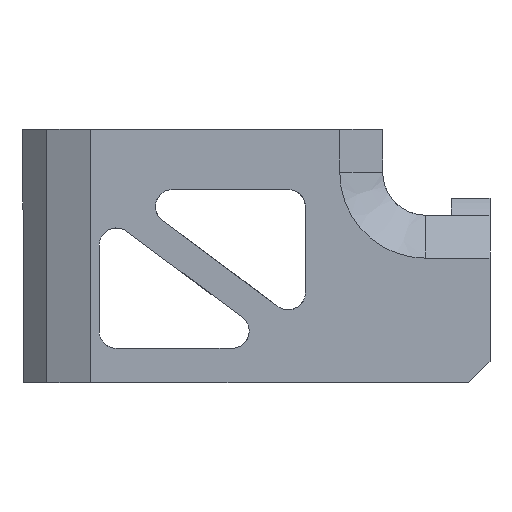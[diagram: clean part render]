
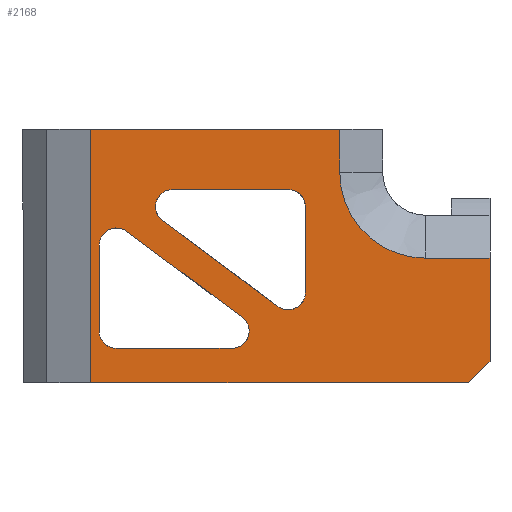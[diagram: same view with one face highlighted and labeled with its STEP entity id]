
A CAD part, front view. The second image highlights one B-rep face of the part: STEP entity #2168.
In plain terms, the highlighted planar face has unit normal (0, -1, 0).
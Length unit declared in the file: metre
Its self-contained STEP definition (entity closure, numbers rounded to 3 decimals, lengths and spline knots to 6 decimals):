
#86=LINE('',#3245,#270);
#89=LINE('',#3252,#273);
#120=LINE('',#3434,#304);
#122=LINE('',#3439,#306);
#123=LINE('',#3443,#307);
#129=LINE('',#3458,#313);
#130=LINE('',#3461,#314);
#131=LINE('',#3463,#315);
#154=LINE('',#3554,#338);
#160=LINE('',#3570,#344);
#186=LINE('',#3651,#370);
#198=LINE('',#3696,#382);
#199=LINE('',#3697,#383);
#270=VECTOR('',#2611,1.);
#273=VECTOR('',#2616,1.);
#304=VECTOR('',#2707,1.);
#306=VECTOR('',#2713,1.);
#307=VECTOR('',#2720,1.);
#313=VECTOR('',#2740,1.);
#314=VECTOR('',#2745,1.);
#315=VECTOR('',#2748,1.);
#338=VECTOR('',#2825,1.);
#344=VECTOR('',#2839,1.);
#370=VECTOR('',#2921,1.);
#382=VECTOR('',#2951,1.);
#383=VECTOR('',#2952,1.);
#464=PLANE('',#2394);
#878=ORIENTED_EDGE('',*,*,#1255,.F.);
#879=ORIENTED_EDGE('',*,*,#1227,.F.);
#880=ORIENTED_EDGE('',*,*,#1257,.T.);
#881=ORIENTED_EDGE('',*,*,#1235,.F.);
#882=ORIENTED_EDGE('',*,*,#1258,.F.);
#883=ORIENTED_EDGE('',*,*,#1231,.F.);
#884=ORIENTED_EDGE('',*,*,#1246,.F.);
#885=ORIENTED_EDGE('',*,*,#1223,.F.);
#886=ORIENTED_EDGE('',*,*,#1243,.T.);
#887=ORIENTED_EDGE('',*,*,#1214,.F.);
#888=ORIENTED_EDGE('',*,*,#1240,.T.);
#889=ORIENTED_EDGE('',*,*,#1218,.F.);
#890=ORIENTED_EDGE('',*,*,#1363,.F.);
#891=ORIENTED_EDGE('',*,*,#1178,.T.);
#892=ORIENTED_EDGE('',*,*,#1364,.T.);
#893=ORIENTED_EDGE('',*,*,#1181,.F.);
#894=ORIENTED_EDGE('',*,*,#1346,.T.);
#895=ORIENTED_EDGE('',*,*,#1307,.T.);
#896=ORIENTED_EDGE('',*,*,#1304,.F.);
#897=ORIENTED_EDGE('',*,*,#1299,.T.);
#1178=EDGE_CURVE('',#1474,#1476,#86,.T.);
#1181=EDGE_CURVE('',#1479,#1480,#89,.T.);
#1214=EDGE_CURVE('',#1512,#1513,#1659,.T.);
#1218=EDGE_CURVE('',#1516,#1517,#1660,.T.);
#1223=EDGE_CURVE('',#1521,#1522,#1662,.T.);
#1227=EDGE_CURVE('',#1525,#1526,#1663,.T.);
#1231=EDGE_CURVE('',#1528,#1529,#1664,.T.);
#1235=EDGE_CURVE('',#1531,#1532,#1665,.T.);
#1240=EDGE_CURVE('',#1512,#1517,#120,.T.);
#1243=EDGE_CURVE('',#1521,#1513,#122,.T.);
#1246=EDGE_CURVE('',#1522,#1516,#123,.T.);
#1255=EDGE_CURVE('',#1526,#1528,#129,.T.);
#1257=EDGE_CURVE('',#1525,#1532,#130,.T.);
#1258=EDGE_CURVE('',#1529,#1531,#131,.T.);
#1299=EDGE_CURVE('',#1566,#1565,#154,.T.);
#1304=EDGE_CURVE('',#1566,#1568,#1685,.T.);
#1307=EDGE_CURVE('',#1571,#1568,#160,.T.);
#1346=EDGE_CURVE('',#1479,#1571,#186,.T.);
#1363=EDGE_CURVE('',#1474,#1565,#198,.T.);
#1364=EDGE_CURVE('',#1476,#1480,#199,.T.);
#1474=VERTEX_POINT('',#3240);
#1476=VERTEX_POINT('',#3244);
#1479=VERTEX_POINT('',#3251);
#1480=VERTEX_POINT('',#3253);
#1512=VERTEX_POINT('',#3353);
#1513=VERTEX_POINT('',#3354);
#1516=VERTEX_POINT('',#3366);
#1517=VERTEX_POINT('',#3367);
#1521=VERTEX_POINT('',#3381);
#1522=VERTEX_POINT('',#3382);
#1525=VERTEX_POINT('',#3396);
#1526=VERTEX_POINT('',#3397);
#1528=VERTEX_POINT('',#3407);
#1529=VERTEX_POINT('',#3408);
#1531=VERTEX_POINT('',#3418);
#1532=VERTEX_POINT('',#3419);
#1565=VERTEX_POINT('',#3553);
#1566=VERTEX_POINT('',#3555);
#1568=VERTEX_POINT('',#3561);
#1571=VERTEX_POINT('',#3568);
#1659=CIRCLE('',#2299,0.002);
#1660=CIRCLE('',#2301,0.002);
#1662=CIRCLE('',#2304,0.002);
#1663=CIRCLE('',#2306,0.002);
#1664=CIRCLE('',#2308,0.002);
#1665=CIRCLE('',#2310,0.002);
#1685=CIRCLE('',#2356,0.01);
#1825=EDGE_LOOP('',(#878,#879,#880,#881,#882,#883));
#1826=EDGE_LOOP('',(#884,#885,#886,#887,#888,#889));
#1827=EDGE_LOOP('',(#890,#891,#892,#893,#894,#895,#896,#897));
#1990=FACE_BOUND('',#1825,.T.);
#1991=FACE_BOUND('',#1826,.T.);
#1992=FACE_BOUND('',#1827,.T.);
#2168=ADVANCED_FACE('',(#1990,#1991,#1992),#464,.T.);
#2299=AXIS2_PLACEMENT_3D('',#3352,#2668,#2669);
#2301=AXIS2_PLACEMENT_3D('',#3365,#2674,#2675);
#2304=AXIS2_PLACEMENT_3D('',#3380,#2682,#2683);
#2306=AXIS2_PLACEMENT_3D('',#3395,#2688,#2689);
#2308=AXIS2_PLACEMENT_3D('',#3406,#2694,#2695);
#2310=AXIS2_PLACEMENT_3D('',#3417,#2700,#2701);
#2356=AXIS2_PLACEMENT_3D('',#3564,#2833,#2834);
#2394=AXIS2_PLACEMENT_3D('',#3695,#2949,#2950);
#2611=DIRECTION('',(0.,0.,-1.));
#2616=DIRECTION('',(-0.707,0.,-0.707));
#2668=DIRECTION('',(0.,-1.,0.));
#2669=DIRECTION('',(0.,0.,-1.));
#2674=DIRECTION('',(0.,-1.,0.));
#2675=DIRECTION('',(0.,0.,-1.));
#2682=DIRECTION('',(0.,-1.,0.));
#2683=DIRECTION('',(0.,0.,-1.));
#2688=DIRECTION('',(0.,-1.,0.));
#2689=DIRECTION('',(0.,0.,-1.));
#2694=DIRECTION('',(0.,-1.,0.));
#2695=DIRECTION('',(0.,0.,-1.));
#2700=DIRECTION('',(0.,-1.,0.));
#2701=DIRECTION('',(0.,0.,-1.));
#2707=DIRECTION('',(0.,0.,-1.));
#2713=DIRECTION('',(1.,0.,0.));
#2720=DIRECTION('',(0.802,0.,-0.597));
#2740=DIRECTION('',(0.,0.,-1.));
#2745=DIRECTION('',(0.802,0.,-0.597));
#2748=DIRECTION('',(1.,0.,0.));
#2825=DIRECTION('',(0.,0.,1.));
#2833=DIRECTION('',(0.,-1.,0.));
#2834=DIRECTION('',(0.,0.,-1.));
#2839=DIRECTION('',(-1.,0.,0.));
#2921=DIRECTION('',(0.,0.,1.));
#2949=DIRECTION('',(0.,-1.,0.));
#2950=DIRECTION('',(1.,0.,0.));
#2951=DIRECTION('',(1.,0.,0.));
#2952=DIRECTION('',(1.,0.,0.));
#3240=CARTESIAN_POINT('',(-0.042,-0.0214,0.029));
#3244=CARTESIAN_POINT('',(-0.042,-0.0214,-0.0005));
#3245=CARTESIAN_POINT('',(-0.042,-0.0214,0.00925));
#3251=CARTESIAN_POINT('',(0.0045,-0.0214,0.002));
#3252=CARTESIAN_POINT('',(0.007,-0.0214,0.0045));
#3253=CARTESIAN_POINT('',(0.002,-0.0214,-0.0005));
#3352=CARTESIAN_POINT('',(-0.019,-0.0214,0.02));
#3353=CARTESIAN_POINT('',(-0.017,-0.0214,0.02));
#3354=CARTESIAN_POINT('',(-0.019,-0.0214,0.022));
#3365=CARTESIAN_POINT('',(-0.019,-0.0214,0.009981));
#3366=CARTESIAN_POINT('',(-0.020194,-0.0214,0.008377));
#3367=CARTESIAN_POINT('',(-0.017,-0.0214,0.009981));
#3380=CARTESIAN_POINT('',(-0.032462,-0.0214,0.02));
#3381=CARTESIAN_POINT('',(-0.032462,-0.0214,0.022));
#3382=CARTESIAN_POINT('',(-0.033656,-0.0214,0.018396));
#3395=CARTESIAN_POINT('',(-0.039,-0.0214,0.015519));
#3396=CARTESIAN_POINT('',(-0.037806,-0.0214,0.017123));
#3397=CARTESIAN_POINT('',(-0.041,-0.0214,0.015519));
#3406=CARTESIAN_POINT('',(-0.039,-0.0214,0.0055));
#3407=CARTESIAN_POINT('',(-0.041,-0.0214,0.0055));
#3408=CARTESIAN_POINT('',(-0.039,-0.0214,0.0035));
#3417=CARTESIAN_POINT('',(-0.025538,-0.0214,0.0055));
#3418=CARTESIAN_POINT('',(-0.025538,-0.0214,0.0035));
#3419=CARTESIAN_POINT('',(-0.024344,-0.0214,0.007104));
#3434=CARTESIAN_POINT('',(-0.017,-0.0214,0.00925));
#3439=CARTESIAN_POINT('',(0.00225,-0.0214,0.022));
#3443=CARTESIAN_POINT('',(-0.006168,-0.0214,-0.002061));
#3458=CARTESIAN_POINT('',(-0.041,-0.0214,0.00925));
#3461=CARTESIAN_POINT('',(-0.008256,-0.0214,-0.004868));
#3463=CARTESIAN_POINT('',(0.00225,-0.0214,0.0035));
#3553=CARTESIAN_POINT('',(-0.013,-0.0214,0.029));
#3554=CARTESIAN_POINT('',(-0.013,-0.0214,0.00925));
#3555=CARTESIAN_POINT('',(-0.013,-0.0214,0.024));
#3561=CARTESIAN_POINT('',(-0.003,-0.0214,0.014));
#3564=CARTESIAN_POINT('',(-0.003,-0.0214,0.024));
#3568=CARTESIAN_POINT('',(0.0045,-0.0214,0.014));
#3570=CARTESIAN_POINT('',(-0.003,-0.0214,0.014));
#3651=CARTESIAN_POINT('',(0.0045,-0.0214,0.00925));
#3695=CARTESIAN_POINT('',(0.00225,-0.0214,0.00925));
#3696=CARTESIAN_POINT('',(-0.009602,-0.0214,0.029));
#3697=CARTESIAN_POINT('',(-0.009602,-0.0214,-0.0005));
